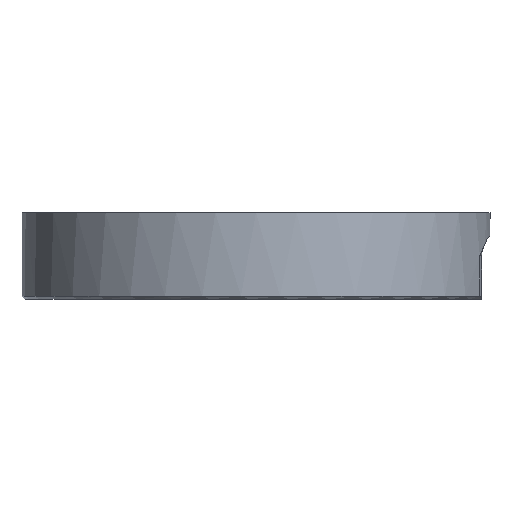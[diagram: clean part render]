
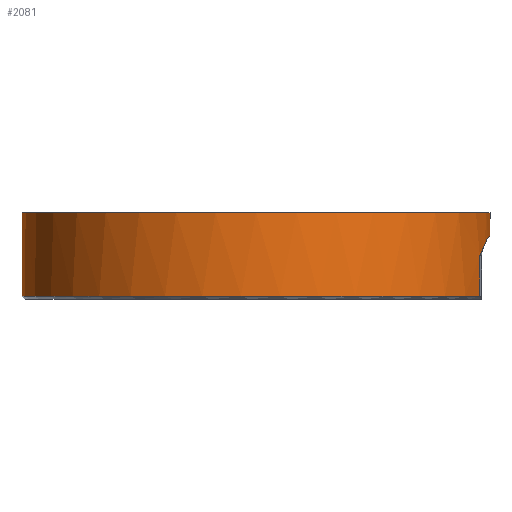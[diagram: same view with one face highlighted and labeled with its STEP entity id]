
A CAD part, front view. The second image highlights one B-rep face of the part: STEP entity #2081.
In plain terms, the highlighted cylindrical face has radius 37.5 mm (diameter 75 mm), a partial arc.
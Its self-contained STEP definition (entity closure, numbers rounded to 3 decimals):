
#102 = CARTESIAN_POINT ( 'NONE',  ( 36.611, -8.139, 1.737 ) ) ;
#172 = DIRECTION ( 'NONE',  ( 0., 0., 1. ) ) ;
#204 = VECTOR ( 'NONE', #3706, 1000. ) ;
#226 = VECTOR ( 'NONE', #3874, 1000. ) ;
#326 = VECTOR ( 'NONE', #328, 1000. ) ;
#327 = VERTEX_POINT ( 'NONE', #898 ) ;
#328 = DIRECTION ( 'NONE',  ( 0., 0., 1. ) ) ;
#383 = DIRECTION ( 'NONE',  ( 1., 0., 0. ) ) ;
#440 = FACE_OUTER_BOUND ( 'NONE', #4216, .T. ) ;
#443 = CARTESIAN_POINT ( 'NONE',  ( 37.5, 0., -7. ) ) ;
#593 = AXIS2_PLACEMENT_3D ( 'NONE', #3484, #2117, #383 ) ;
#600 = AXIS2_PLACEMENT_3D ( 'NONE', #3304, #172, #3984 ) ;
#642 = DIRECTION ( 'NONE',  ( 1., 0., 0. ) ) ;
#660 = LINE ( 'NONE', #443, #226 ) ;
#680 = AXIS2_PLACEMENT_3D ( 'NONE', #3743, #976, #642 ) ;
#712 = B_SPLINE_CURVE_WITH_KNOTS ( 'NONE', 3,
 ( #2923, #1186, #3561, #2170, #3944, #1838, #102, #1867, #2237, #2203, #3281, #2533, #2879, #1151 ),
 .UNSPECIFIED., .F., .F.,
 ( 4, 2, 2, 2, 2, 2, 4 ),
 ( 0., 0.001, 0.002, 0.004, 0.005, 0.006, 0.008 ),
 .UNSPECIFIED. ) ;
#817 = EDGE_CURVE ( 'NONE', #4072, #3675, #712, .T. ) ;
#898 = CARTESIAN_POINT ( 'NONE',  ( -37.5, 0., 6.9 ) ) ;
#976 = DIRECTION ( 'NONE',  ( 0., 0., 1. ) ) ;
#987 = EDGE_CURVE ( 'NONE', #2093, #3584, #3242, .T. ) ;
#1025 = VERTEX_POINT ( 'NONE', #1175 ) ;
#1071 = CARTESIAN_POINT ( 'NONE',  ( 35.872, -10.928, -7. ) ) ;
#1082 = LINE ( 'NONE', #3386, #204 ) ;
#1151 = CARTESIAN_POINT ( 'NONE',  ( 37.32, -3.668, 3. ) ) ;
#1175 = CARTESIAN_POINT ( 'NONE',  ( 37.5, 0., 6.9 ) ) ;
#1186 = CARTESIAN_POINT ( 'NONE',  ( 35.955, -10.657, 0.181 ) ) ;
#1276 = CARTESIAN_POINT ( 'NONE',  ( 37.32, -3.668, 3. ) ) ;
#1367 = LINE ( 'NONE', #1071, #326 ) ;
#1576 = CARTESIAN_POINT ( 'NONE',  ( 35.872, -10.928, -6.5 ) ) ;
#1746 = EDGE_CURVE ( 'NONE', #327, #1025, #2572, .T. ) ;
#1838 = CARTESIAN_POINT ( 'NONE',  ( 36.478, -8.714, 1.414 ) ) ;
#1863 = EDGE_CURVE ( 'NONE', #3584, #4072, #1367, .T. ) ;
#1867 = CARTESIAN_POINT ( 'NONE',  ( 36.795, -7.242, 2.161 ) ) ;
#1930 = EDGE_CURVE ( 'NONE', #3312, #1025, #660, .T. ) ;
#2019 = ORIENTED_EDGE ( 'NONE', *, *, #1863, .T. ) ;
#2037 = ORIENTED_EDGE ( 'NONE', *, *, #3598, .F. ) ;
#2081 = ADVANCED_FACE ( 'NONE', ( #440 ), #3848, .T. ) ;
#2093 = VERTEX_POINT ( 'NONE', #2575 ) ;
#2101 = EDGE_CURVE ( 'NONE', #3675, #3312, #3329, .T. ) ;
#2115 = ORIENTED_EDGE ( 'NONE', *, *, #817, .T. ) ;
#2117 = DIRECTION ( 'NONE',  ( 0., 0., 1. ) ) ;
#2170 = CARTESIAN_POINT ( 'NONE',  ( 36.189, -9.832, 0.722 ) ) ;
#2203 = CARTESIAN_POINT ( 'NONE',  ( 36.966, -6.312, 2.529 ) ) ;
#2237 = CARTESIAN_POINT ( 'NONE',  ( 36.854, -6.937, 2.293 ) ) ;
#2244 = DIRECTION ( 'NONE',  ( -1., 0., 0. ) ) ;
#2533 = CARTESIAN_POINT ( 'NONE',  ( 37.169, -5.014, 2.896 ) ) ;
#2554 = ORIENTED_EDGE ( 'NONE', *, *, #2101, .T. ) ;
#2572 = CIRCLE ( 'NONE', #680, 37.5 ) ;
#2575 = CARTESIAN_POINT ( 'NONE',  ( -37.5, 0., -6.5 ) ) ;
#2692 = AXIS2_PLACEMENT_3D ( 'NONE', #3610, #3273, #2244 ) ;
#2879 = CARTESIAN_POINT ( 'NONE',  ( 37.253, -4.351, 3. ) ) ;
#2923 = CARTESIAN_POINT ( 'NONE',  ( 35.872, -10.928, 0. ) ) ;
#3242 = CIRCLE ( 'NONE', #593, 37.5 ) ;
#3273 = DIRECTION ( 'NONE',  ( 0., 0., 1. ) ) ;
#3281 = CARTESIAN_POINT ( 'NONE',  ( 37.02, -5.989, 2.635 ) ) ;
#3304 = CARTESIAN_POINT ( 'NONE',  ( 0., 0., -7. ) ) ;
#3312 = VERTEX_POINT ( 'NONE', #3808 ) ;
#3329 = CIRCLE ( 'NONE', #2692, 37.5 ) ;
#3386 = CARTESIAN_POINT ( 'NONE',  ( -37.5, 0., -7. ) ) ;
#3484 = CARTESIAN_POINT ( 'NONE',  ( 0., 0., -6.5 ) ) ;
#3561 = CARTESIAN_POINT ( 'NONE',  ( 36.035, -10.382, 0.364 ) ) ;
#3562 = ORIENTED_EDGE ( 'NONE', *, *, #1746, .F. ) ;
#3584 = VERTEX_POINT ( 'NONE', #1576 ) ;
#3598 = EDGE_CURVE ( 'NONE', #2093, #327, #1082, .T. ) ;
#3600 = ORIENTED_EDGE ( 'NONE', *, *, #1930, .T. ) ;
#3610 = CARTESIAN_POINT ( 'NONE',  ( 0., 0., 3. ) ) ;
#3675 = VERTEX_POINT ( 'NONE', #1276 ) ;
#3706 = DIRECTION ( 'NONE',  ( 0., 0., 1. ) ) ;
#3743 = CARTESIAN_POINT ( 'NONE',  ( 0., 0., 6.9 ) ) ;
#3808 = CARTESIAN_POINT ( 'NONE',  ( 37.5, 0., 3. ) ) ;
#3820 = ORIENTED_EDGE ( 'NONE', *, *, #987, .T. ) ;
#3848 = CYLINDRICAL_SURFACE ( 'NONE', #600, 37.5 ) ;
#3874 = DIRECTION ( 'NONE',  ( 0., 0., 1. ) ) ;
#3944 = CARTESIAN_POINT ( 'NONE',  ( 36.263, -9.555, 0.899 ) ) ;
#3984 = DIRECTION ( 'NONE',  ( 1., 0., 0. ) ) ;
#3998 = CARTESIAN_POINT ( 'NONE',  ( 35.872, -10.928, 0. ) ) ;
#4072 = VERTEX_POINT ( 'NONE', #3998 ) ;
#4216 = EDGE_LOOP ( 'NONE', ( #2037, #3820, #2019, #2115, #2554, #3600, #3562 ) ) ;
